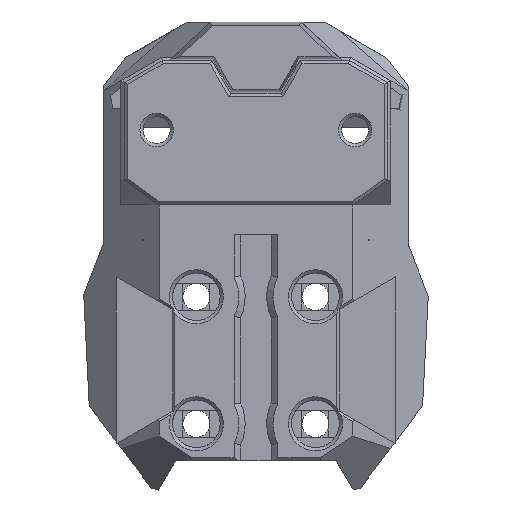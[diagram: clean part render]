
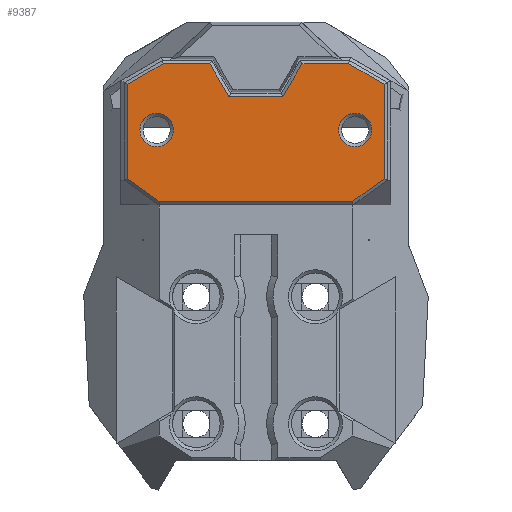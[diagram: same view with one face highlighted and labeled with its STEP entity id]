
A CAD part, front view. The second image highlights one B-rep face of the part: STEP entity #9387.
In plain terms, the highlighted planar face has unit normal (0, -1, 0).
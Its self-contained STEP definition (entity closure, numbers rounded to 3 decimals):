
#192=FACE_BOUND('',#1236,.T.);
#193=FACE_BOUND('',#1237,.T.);
#228=PLANE('',#9992);
#684=FACE_OUTER_BOUND('',#1235,.T.);
#1235=EDGE_LOOP('',(#6568,#6569,#6570,#6571,#6572,#6573,#6574,#6575,#6576,
#6577,#6578,#6579));
#1236=EDGE_LOOP('',(#6580));
#1237=EDGE_LOOP('',(#6581));
#1822=LINE('',#13516,#2946);
#1823=LINE('',#13518,#2947);
#1824=LINE('',#13520,#2948);
#1825=LINE('',#13522,#2949);
#1826=LINE('',#13524,#2950);
#1827=LINE('',#13526,#2951);
#1828=LINE('',#13528,#2952);
#1829=LINE('',#13530,#2953);
#1830=LINE('',#13532,#2954);
#1831=LINE('',#13534,#2955);
#1832=LINE('',#13536,#2956);
#1833=LINE('',#13537,#2957);
#2946=VECTOR('',#10798,10.);
#2947=VECTOR('',#10799,10.);
#2948=VECTOR('',#10800,10.);
#2949=VECTOR('',#10801,10.);
#2950=VECTOR('',#10802,10.);
#2951=VECTOR('',#10803,10.);
#2952=VECTOR('',#10804,10.);
#2953=VECTOR('',#10805,10.);
#2954=VECTOR('',#10806,10.);
#2955=VECTOR('',#10807,10.);
#2956=VECTOR('',#10808,10.);
#2957=VECTOR('',#10809,10.);
#4069=CIRCLE('',#9990,2.1);
#4071=CIRCLE('',#9993,2.1);
#4283=VERTEX_POINT('',#13508);
#4285=VERTEX_POINT('',#13514);
#4286=VERTEX_POINT('',#13515);
#4287=VERTEX_POINT('',#13517);
#4288=VERTEX_POINT('',#13519);
#4289=VERTEX_POINT('',#13521);
#4290=VERTEX_POINT('',#13523);
#4291=VERTEX_POINT('',#13525);
#4292=VERTEX_POINT('',#13527);
#4293=VERTEX_POINT('',#13529);
#4294=VERTEX_POINT('',#13531);
#4295=VERTEX_POINT('',#13533);
#4296=VERTEX_POINT('',#13535);
#4297=VERTEX_POINT('',#13538);
#5167=EDGE_CURVE('',#4283,#4283,#4069,.T.);
#5170=EDGE_CURVE('',#4285,#4286,#1822,.T.);
#5171=EDGE_CURVE('',#4287,#4285,#1823,.T.);
#5172=EDGE_CURVE('',#4288,#4287,#1824,.T.);
#5173=EDGE_CURVE('',#4289,#4288,#1825,.T.);
#5174=EDGE_CURVE('',#4290,#4289,#1826,.T.);
#5175=EDGE_CURVE('',#4291,#4290,#1827,.T.);
#5176=EDGE_CURVE('',#4292,#4291,#1828,.T.);
#5177=EDGE_CURVE('',#4293,#4292,#1829,.T.);
#5178=EDGE_CURVE('',#4294,#4293,#1830,.T.);
#5179=EDGE_CURVE('',#4295,#4294,#1831,.T.);
#5180=EDGE_CURVE('',#4296,#4295,#1832,.T.);
#5181=EDGE_CURVE('',#4286,#4296,#1833,.T.);
#5182=EDGE_CURVE('',#4297,#4297,#4071,.T.);
#6568=ORIENTED_EDGE('',*,*,#5170,.F.);
#6569=ORIENTED_EDGE('',*,*,#5171,.F.);
#6570=ORIENTED_EDGE('',*,*,#5172,.F.);
#6571=ORIENTED_EDGE('',*,*,#5173,.F.);
#6572=ORIENTED_EDGE('',*,*,#5174,.F.);
#6573=ORIENTED_EDGE('',*,*,#5175,.F.);
#6574=ORIENTED_EDGE('',*,*,#5176,.F.);
#6575=ORIENTED_EDGE('',*,*,#5177,.F.);
#6576=ORIENTED_EDGE('',*,*,#5178,.F.);
#6577=ORIENTED_EDGE('',*,*,#5179,.F.);
#6578=ORIENTED_EDGE('',*,*,#5180,.F.);
#6579=ORIENTED_EDGE('',*,*,#5181,.F.);
#6580=ORIENTED_EDGE('',*,*,#5182,.F.);
#6581=ORIENTED_EDGE('',*,*,#5167,.F.);
#9387=ADVANCED_FACE('',(#684,#192,#193),#228,.F.);
#9990=AXIS2_PLACEMENT_3D('',#13509,#10791,#10792);
#9992=AXIS2_PLACEMENT_3D('',#13513,#10796,#10797);
#9993=AXIS2_PLACEMENT_3D('',#13539,#10810,#10811);
#10791=DIRECTION('center_axis',(0.,-1.,0.));
#10792=DIRECTION('ref_axis',(1.,0.,0.));
#10796=DIRECTION('center_axis',(0.,1.,0.));
#10797=DIRECTION('ref_axis',(1.,0.,0.));
#10798=DIRECTION('',(-1.,0.,0.));
#10799=DIRECTION('',(-0.816,0.,-0.577));
#10800=DIRECTION('',(0.,0.,-1.));
#10801=DIRECTION('',(0.866,0.,-0.5));
#10802=DIRECTION('',(1.,0.,0.));
#10803=DIRECTION('',(0.5,0.,0.866));
#10804=DIRECTION('',(1.,0.,0.));
#10805=DIRECTION('',(0.5,0.,-0.866));
#10806=DIRECTION('',(1.,0.,0.));
#10807=DIRECTION('',(0.866,0.,0.5));
#10808=DIRECTION('',(0.,0.,1.));
#10809=DIRECTION('',(-0.816,0.,0.577));
#10810=DIRECTION('center_axis',(0.,-1.,0.));
#10811=DIRECTION('ref_axis',(1.,0.,0.));
#13508=CARTESIAN_POINT('',(10.565,-7.763,49.7));
#13509=CARTESIAN_POINT('Origin',(12.665,-7.763,49.7));
#13513=CARTESIAN_POINT('Origin',(-7.335,-7.763,35.45));
#13514=CARTESIAN_POINT('',(12.238,-7.763,40.657));
#13515=CARTESIAN_POINT('',(-11.908,-7.763,40.657));
#13516=CARTESIAN_POINT('',(-4.96,-7.763,40.657));
#13517=CARTESIAN_POINT('',(16.365,-7.763,43.575));
#13518=CARTESIAN_POINT('',(4.435,-7.763,35.139));
#13519=CARTESIAN_POINT('',(16.365,-7.763,55.437));
#13520=CARTESIAN_POINT('',(16.365,-7.763,39.409));
#13521=CARTESIAN_POINT('',(11.84,-7.763,58.05));
#13522=CARTESIAN_POINT('',(11.905,-7.763,58.012));
#13523=CARTESIAN_POINT('',(5.968,-7.763,58.05));
#13524=CARTESIAN_POINT('',(2.306,-7.763,58.05));
#13525=CARTESIAN_POINT('',(3.572,-7.763,53.9));
#13526=CARTESIAN_POINT('',(-0.53,-7.763,46.794));
#13527=CARTESIAN_POINT('',(-3.241,-7.763,53.9));
#13528=CARTESIAN_POINT('',(-1.997,-7.763,53.9));
#13529=CARTESIAN_POINT('',(-5.637,-7.763,58.05));
#13530=CARTESIAN_POINT('',(0.184,-7.763,47.967));
#13531=CARTESIAN_POINT('',(-11.509,-7.763,58.05));
#13532=CARTESIAN_POINT('',(2.306,-7.763,58.05));
#13533=CARTESIAN_POINT('',(-16.035,-7.763,55.437));
#13534=CARTESIAN_POINT('',(-14.79,-7.763,56.155));
#13535=CARTESIAN_POINT('',(-16.035,-7.763,43.575));
#13536=CARTESIAN_POINT('',(-16.035,-7.763,45.559));
#13537=CARTESIAN_POINT('',(-11.304,-7.763,40.23));
#13538=CARTESIAN_POINT('',(-14.435,-7.763,49.7));
#13539=CARTESIAN_POINT('Origin',(-12.335,-7.763,49.7));
